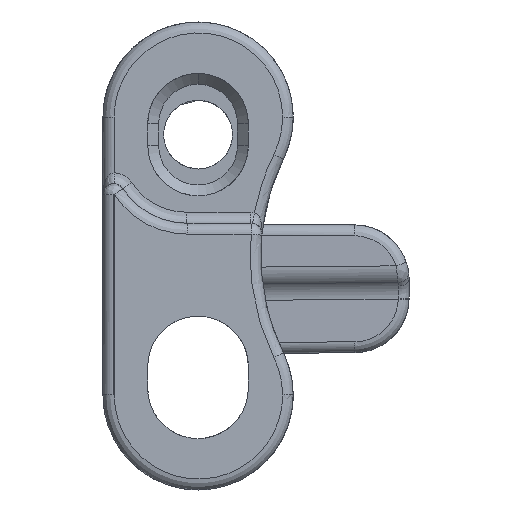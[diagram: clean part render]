
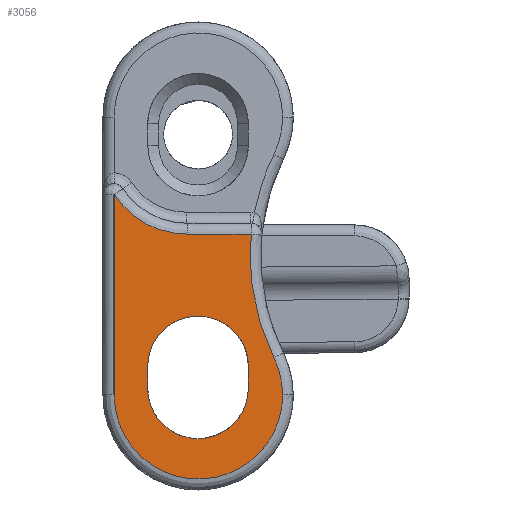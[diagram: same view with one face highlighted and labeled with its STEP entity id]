
A CAD part, left-side view. The second image highlights one B-rep face of the part: STEP entity #3056.
In plain terms, the highlighted planar face has unit normal (-0.999, -0.035, 0).
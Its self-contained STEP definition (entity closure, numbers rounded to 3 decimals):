
#115 = CARTESIAN_POINT ( 'NONE',  ( -42.092, -7.82, -4.646 ) ) ;
#344 = VERTEX_POINT ( 'NONE', #8921 ) ;
#664 = VECTOR ( 'NONE', #4039, 1000. ) ;
#1124 = CARTESIAN_POINT ( 'NONE',  ( -42.133, -6.65, -5.05 ) ) ;
#1221 = CARTESIAN_POINT ( 'NONE',  ( -42.293, -2.05, -5.05 ) ) ;
#1427 = CARTESIAN_POINT ( 'NONE',  ( -42.293, -2.05, -6.05 ) ) ;
#1599 = ORIENTED_EDGE ( 'NONE', *, *, #13149, .T. ) ;
#1694 = ORIENTED_EDGE ( 'NONE', *, *, #4506, .T. ) ;
#1817 = VERTEX_POINT ( 'NONE', #8561 ) ;
#1903 = CARTESIAN_POINT ( 'NONE',  ( -42.078, -8.217, -6.35 ) ) ;
#1946 = CARTESIAN_POINT ( 'NONE',  ( -42.23, -3.858, 1. ) ) ;
#2106 = CARTESIAN_POINT ( 'NONE',  ( -42.133, -6.65, -6.05 ) ) ;
#2122 = EDGE_CURVE ( 'NONE', #1817, #11868, #3583, .T. ) ;
#2346 = PLANE ( 'NONE',  #11000 ) ;
#2582 = VERTEX_POINT ( 'NONE', #5323 ) ;
#2761 =( BOUNDED_CURVE ( )  B_SPLINE_CURVE ( 3, ( #8766, #5382, #3006, #10273 ),
 .UNSPECIFIED., .F., .F. ) 
 B_SPLINE_CURVE_WITH_KNOTS ( ( 4, 4 ),
 ( 1.571, 3.142 ),
 .UNSPECIFIED. ) 
 CURVE ( )  GEOMETRIC_REPRESENTATION_ITEM ( )  RATIONAL_B_SPLINE_CURVE ( ( 1., 0.805, 0.805, 1. ) ) 
 REPRESENTATION_ITEM ( '' )  );
#2798 = ORIENTED_EDGE ( 'NONE', *, *, #8819, .T. ) ;
#2955 =( BOUNDED_CURVE ( )  B_SPLINE_CURVE ( 3, ( #7990, #8069, #5892, #1903 ),
 .UNSPECIFIED., .F., .T. ) 
 B_SPLINE_CURVE_WITH_KNOTS ( ( 4, 4 ),
 ( 3.142, 6.283 ),
 .UNSPECIFIED. ) 
 CURVE ( )  GEOMETRIC_REPRESENTATION_ITEM ( )  RATIONAL_B_SPLINE_CURVE ( ( 1., 0.333, 0.333, 1. ) ) 
 REPRESENTATION_ITEM ( '' )  );
#3006 = CARTESIAN_POINT ( 'NONE',  ( -42.293, -2.05, -7.397 ) ) ;
#3056 = ADVANCED_FACE ( 'NONE', ( #9638, #13379 ), #2346, .T. ) ;
#3105 = CARTESIAN_POINT ( 'NONE',  ( -42.133, -6.65, -6.05 ) ) ;
#3281 = VERTEX_POINT ( 'NONE', #11597 ) ;
#3376 = EDGE_CURVE ( 'NONE', #3855, #1817, #7813, .T. ) ;
#3475 = CARTESIAN_POINT ( 'NONE',  ( -42.365, 0., 10.7 ) ) ;
#3583 = LINE ( 'NONE', #12365, #3838 ) ;
#3723 = CARTESIAN_POINT ( 'NONE',  ( -42.083, -8.083, -5.179 ) ) ;
#3791 = LINE ( 'NONE', #11144, #4224 ) ;
#3838 = VECTOR ( 'NONE', #9744, 1000. ) ;
#3855 = VERTEX_POINT ( 'NONE', #1946 ) ;
#3949 = ORIENTED_EDGE ( 'NONE', *, *, #6918, .T. ) ;
#4039 = DIRECTION ( 'NONE',  ( -0.035, 0.999, 0. ) ) ;
#4224 = VECTOR ( 'NONE', #11066, 1000. ) ;
#4225 = CARTESIAN_POINT ( 'NONE',  ( -42.347, -0.517, 2.8 ) ) ;
#4256 = VERTEX_POINT ( 'NONE', #5647 ) ;
#4381 = CARTESIAN_POINT ( 'NONE',  ( -42.166, -5.697, -8.35 ) ) ;
#4498 = ORIENTED_EDGE ( 'NONE', *, *, #9991, .T. ) ;
#4506 = EDGE_CURVE ( 'NONE', #2582, #13577, #4955, .T. ) ;
#4759 = CARTESIAN_POINT ( 'NONE',  ( -42.135, -6.597, -0.955 ) ) ;
#4911 = CARTESIAN_POINT ( 'NONE',  ( -42.078, -8.217, -6.35 ) ) ;
#4955 =( BOUNDED_CURVE ( )  B_SPLINE_CURVE ( 3, ( #4911, #11720, #3723, #115 ),
 .UNSPECIFIED., .F., .T. ) 
 B_SPLINE_CURVE_WITH_KNOTS ( ( 4, 4 ),
 ( 0., 0.458 ),
 .UNSPECIFIED. ) 
 CURVE ( )  GEOMETRIC_REPRESENTATION_ITEM ( )  RATIONAL_B_SPLINE_CURVE ( ( 1., 0.983, 0.983, 1. ) ) 
 REPRESENTATION_ITEM ( '' )  );
#4957 = VERTEX_POINT ( 'NONE', #1221 ) ;
#4972 = ORIENTED_EDGE ( 'NONE', *, *, #11382, .T. ) ;
#5181 = ORIENTED_EDGE ( 'NONE', *, *, #2122, .T. ) ;
#5236 = ORIENTED_EDGE ( 'NONE', *, *, #3376, .T. ) ;
#5323 = CARTESIAN_POINT ( 'NONE',  ( -42.078, -8.217, -6.35 ) ) ;
#5382 = CARTESIAN_POINT ( 'NONE',  ( -42.26, -3.003, -8.35 ) ) ;
#5647 = CARTESIAN_POINT ( 'NONE',  ( -42.213, -4.35, -8.35 ) ) ;
#5791 = CARTESIAN_POINT ( 'NONE',  ( -42.321, -1.273, 1.652 ) ) ;
#5892 = CARTESIAN_POINT ( 'NONE',  ( -42.078, -8.217, -14.05 ) ) ;
#6500 = EDGE_CURVE ( 'NONE', #10808, #4957, #12378, .T. ) ;
#6918 = EDGE_CURVE ( 'NONE', #4957, #344, #15679, .T. ) ;
#7205 = CARTESIAN_POINT ( 'NONE',  ( -42.293, -2.05, -0.45 ) ) ;
#7524 = CARTESIAN_POINT ( 'NONE',  ( -42.347, -0.517, -6.35 ) ) ;
#7813 =( BOUNDED_CURVE ( )  B_SPLINE_CURVE ( 3, ( #15458, #11883, #5791, #4225 ),
 .UNSPECIFIED., .F., .T. ) 
 B_SPLINE_CURVE_WITH_KNOTS ( ( 4, 4 ),
 ( 4.712, 5.701 ),
 .UNSPECIFIED. ) 
 CURVE ( )  GEOMETRIC_REPRESENTATION_ITEM ( )  RATIONAL_B_SPLINE_CURVE ( ( 1., 0.92, 0.92, 1. ) ) 
 REPRESENTATION_ITEM ( '' )  );
#7990 = CARTESIAN_POINT ( 'NONE',  ( -42.347, -0.517, -6.35 ) ) ;
#8069 = CARTESIAN_POINT ( 'NONE',  ( -42.347, -0.517, -14.05 ) ) ;
#8325 = CARTESIAN_POINT ( 'NONE',  ( -42.293, -2.05, -5.05 ) ) ;
#8506 = VECTOR ( 'NONE', #14859, 1000. ) ;
#8561 = CARTESIAN_POINT ( 'NONE',  ( -42.347, -0.517, 2.8 ) ) ;
#8733 = ORIENTED_EDGE ( 'NONE', *, *, #11582, .T. ) ;
#8766 = CARTESIAN_POINT ( 'NONE',  ( -42.213, -4.35, -8.35 ) ) ;
#8819 = EDGE_CURVE ( 'NONE', #4256, #10808, #2761, .T. ) ;
#8877 = VERTEX_POINT ( 'NONE', #2106 ) ;
#8921 = CARTESIAN_POINT ( 'NONE',  ( -42.133, -6.65, -5.05 ) ) ;
#9337 = ORIENTED_EDGE ( 'NONE', *, *, #14572, .T. ) ;
#9569 = CARTESIAN_POINT ( 'NONE',  ( -42.122, -6.951, -2.886 ) ) ;
#9638 = FACE_BOUND ( 'NONE', #14744, .T. ) ;
#9744 = DIRECTION ( 'NONE',  ( 0., 0., -1. ) ) ;
#9991 = EDGE_CURVE ( 'NONE', #11868, #2582, #2955, .T. ) ;
#10273 = CARTESIAN_POINT ( 'NONE',  ( -42.293, -2.05, -6.05 ) ) ;
#10399 = EDGE_LOOP ( 'NONE', ( #5181, #4498, #1694, #9337, #4972, #5236 ) ) ;
#10670 = CARTESIAN_POINT ( 'NONE',  ( -42.092, -7.82, -4.646 ) ) ;
#10808 = VERTEX_POINT ( 'NONE', #14172 ) ;
#10815 = CARTESIAN_POINT ( 'NONE',  ( -42.092, -7.82, -4.646 ) ) ;
#10909 = DIRECTION ( 'NONE',  ( -0.999, -0.035, 0. ) ) ;
#11000 = AXIS2_PLACEMENT_3D ( 'NONE', #3475, #10909, #15600 ) ;
#11066 = DIRECTION ( 'NONE',  ( 0., 0., -1. ) ) ;
#11144 = CARTESIAN_POINT ( 'NONE',  ( -42.133, -6.65, -6.05 ) ) ;
#11382 = EDGE_CURVE ( 'NONE', #3281, #3855, #11464, .T. ) ;
#11464 = LINE ( 'NONE', #15213, #664 ) ;
#11582 = EDGE_CURVE ( 'NONE', #344, #8877, #3791, .T. ) ;
#11597 = CARTESIAN_POINT ( 'NONE',  ( -42.128, -6.784, 1. ) ) ;
#11647 = CARTESIAN_POINT ( 'NONE',  ( -42.133, -6.65, -7.397 ) ) ;
#11720 = CARTESIAN_POINT ( 'NONE',  ( -42.078, -8.217, -5.757 ) ) ;
#11806 = CARTESIAN_POINT ( 'NONE',  ( -42.213, -4.35, -8.35 ) ) ;
#11868 = VERTEX_POINT ( 'NONE', #7524 ) ;
#11883 = CARTESIAN_POINT ( 'NONE',  ( -42.278, -2.484, 1. ) ) ;
#12079 = CARTESIAN_POINT ( 'NONE',  ( -42.133, -6.65, -0.45 ) ) ;
#12219 = ORIENTED_EDGE ( 'NONE', *, *, #6500, .T. ) ;
#12365 = CARTESIAN_POINT ( 'NONE',  ( -42.347, -0.517, 10.7 ) ) ;
#12378 = LINE ( 'NONE', #1427, #8506 ) ;
#12787 =( BOUNDED_CURVE ( )  B_SPLINE_CURVE ( 3, ( #10670, #9569, #4759, #14436 ),
 .UNSPECIFIED., .F., .T. ) 
 B_SPLINE_CURVE_WITH_KNOTS ( ( 4, 4 ),
 ( 2.683, 3.237 ),
 .UNSPECIFIED. ) 
 CURVE ( )  GEOMETRIC_REPRESENTATION_ITEM ( )  RATIONAL_B_SPLINE_CURVE ( ( 1., 0.975, 0.975, 1. ) ) 
 REPRESENTATION_ITEM ( '' )  );
#13149 = EDGE_CURVE ( 'NONE', #8877, #4256, #13406, .T. ) ;
#13379 = FACE_OUTER_BOUND ( 'NONE', #10399, .T. ) ;
#13406 =( BOUNDED_CURVE ( )  B_SPLINE_CURVE ( 3, ( #3105, #11647, #4381, #11806 ),
 .UNSPECIFIED., .F., .T. ) 
 B_SPLINE_CURVE_WITH_KNOTS ( ( 4, 4 ),
 ( 0., 1.571 ),
 .UNSPECIFIED. ) 
 CURVE ( )  GEOMETRIC_REPRESENTATION_ITEM ( )  RATIONAL_B_SPLINE_CURVE ( ( 1., 0.805, 0.805, 1. ) ) 
 REPRESENTATION_ITEM ( '' )  );
#13577 = VERTEX_POINT ( 'NONE', #10815 ) ;
#14172 = CARTESIAN_POINT ( 'NONE',  ( -42.293, -2.05, -6.05 ) ) ;
#14436 = CARTESIAN_POINT ( 'NONE',  ( -42.128, -6.784, 1. ) ) ;
#14572 = EDGE_CURVE ( 'NONE', #13577, #3281, #12787, .T. ) ;
#14744 = EDGE_LOOP ( 'NONE', ( #1599, #2798, #12219, #3949, #8733 ) ) ;
#14859 = DIRECTION ( 'NONE',  ( 0., 0., 1. ) ) ;
#15213 = CARTESIAN_POINT ( 'NONE',  ( -42.365, 0., 1. ) ) ;
#15458 = CARTESIAN_POINT ( 'NONE',  ( -42.23, -3.858, 1. ) ) ;
#15600 = DIRECTION ( 'NONE',  ( 0.035, -0.999, 0. ) ) ;
#15679 =( BOUNDED_CURVE ( )  B_SPLINE_CURVE ( 3, ( #8325, #7205, #12079, #1124 ),
 .UNSPECIFIED., .F., .F. ) 
 B_SPLINE_CURVE_WITH_KNOTS ( ( 4, 4 ),
 ( 3.142, 6.283 ),
 .UNSPECIFIED. ) 
 CURVE ( )  GEOMETRIC_REPRESENTATION_ITEM ( )  RATIONAL_B_SPLINE_CURVE ( ( 1., 0.333, 0.333, 1. ) ) 
 REPRESENTATION_ITEM ( '' )  );
